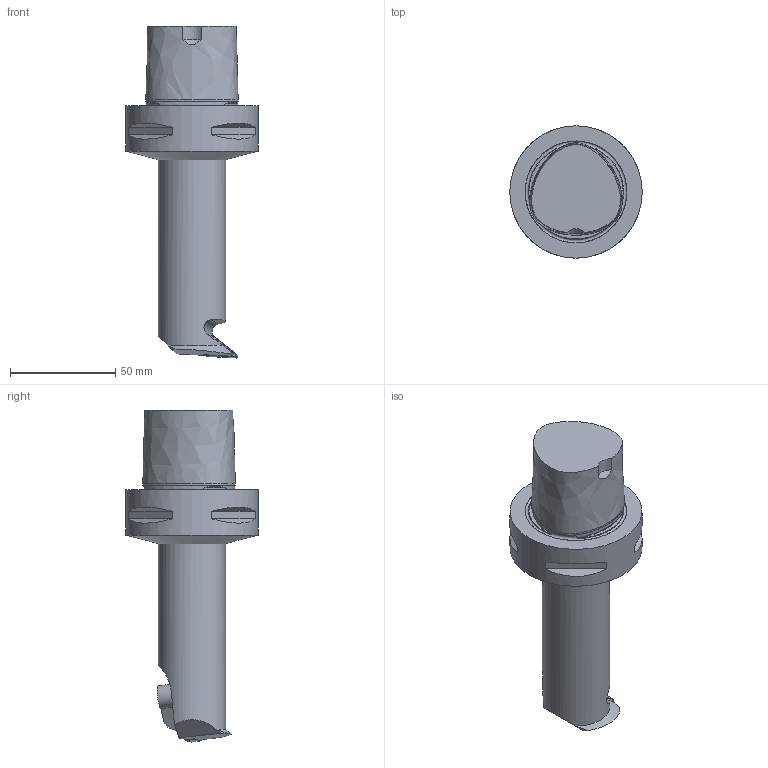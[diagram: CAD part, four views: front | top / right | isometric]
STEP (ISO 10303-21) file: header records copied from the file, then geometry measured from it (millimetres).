
FILE_DESCRIPTION(/* description */ (''),/* implementation_level */ '2;1');
FILE_NAME(/* name */ '1559889686734.stp',/* time_stamp */ '2019-06-07T12:11:37+06:00',/* author */ (''),/* organization */ ('SMS'),/* preprocessor_version */ 'ST-DEVELOPER v15',/* originating_system */ 'SIEMENS PLM Software NX 8.5',/* authorisation */ '');
FILE_SCHEMA (('AUTOMOTIVE_DESIGN { 1 0 10303 214 3 1 1 1 }'));
Length unit declared in the file: millimetre
Products named in the file (4): ASSEMBLY_CONSTRUCTION; IsoTurningInsert; 201763212mod000_00; 201763210mod000_00
Assembly tree (3 placements, depth 2):
  201763210mod000_00
    201763212mod000_00
    IsoTurningInsert
    ASSEMBLY_CONSTRUCTION
Bounding box: 63 x 63 x 158 mm (x, y, z)
Volume: 194641.8 mm3; surface area: 27061.7 mm2
Topology: 2 solids, 3 shells, 91 faces, 234 edges, 161 vertices
Faces by surface type: plane 47, cylinder 20, bspline 13, cone 9, torus 1, extrusion 1
Full cylindrical faces by diameter (mm): 3.81 x2, 18 x1, 32 x1, 63 x1
Entity records: 9258 total; most frequent: CARTESIAN_POINT 7073, ORIENTED_EDGE 422, DIRECTION 393, EDGE_CURVE 211, AXIS2_PLACEMENT_3D 155, VERTEX_POINT 147, EDGE_LOOP 113, ADVANCED_FACE 91
